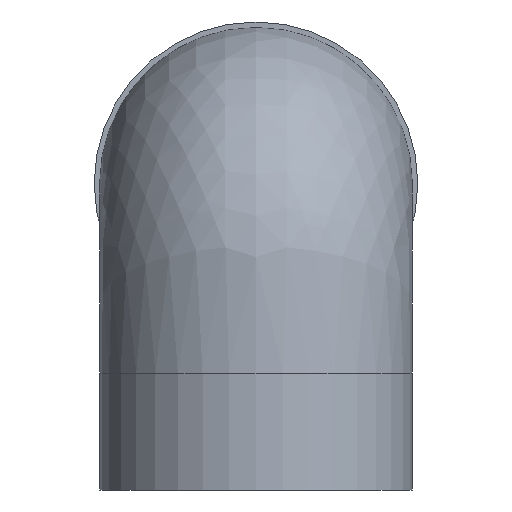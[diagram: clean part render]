
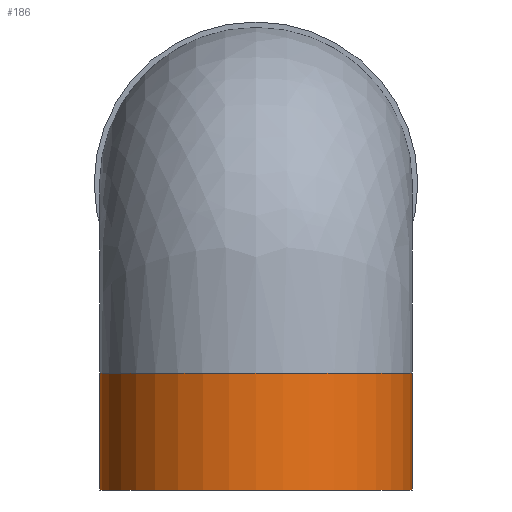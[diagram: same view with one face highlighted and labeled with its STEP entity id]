
A CAD part, front view. The second image highlights one B-rep face of the part: STEP entity #186.
In plain terms, the highlighted cylindrical face has radius 14.3 mm (diameter 28.6 mm), a full revolution.
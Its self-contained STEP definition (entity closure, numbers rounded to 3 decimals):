
#21=CYLINDRICAL_SURFACE($,#216,14.3);
#33=FACE_BOUND($,#63,.T.);
#43=FACE_OUTER_BOUND($,#62,.T.);
#62=EDGE_LOOP($,(#160,#161,#162));
#63=EDGE_LOOP($,(#163));
#77=CIRCLE($,#209,14.3);
#78=CIRCLE($,#210,14.3);
#79=CIRCLE($,#211,14.3);
#83=CIRCLE($,#217,14.3);
#96=VERTEX_POINT($,#7312);
#97=VERTEX_POINT($,#7313);
#98=VERTEX_POINT($,#7315);
#102=VERTEX_POINT($,#7347);
#116=EDGE_CURVE($,#96,#97,#77,.T.);
#117=EDGE_CURVE($,#97,#98,#78,.T.);
#118=EDGE_CURVE($,#98,#96,#79,.T.);
#123=EDGE_CURVE($,#102,#102,#83,.T.);
#160=ORIENTED_EDGE($,*,*,#117,.F.);
#161=ORIENTED_EDGE($,*,*,#116,.F.);
#162=ORIENTED_EDGE($,*,*,#118,.F.);
#163=ORIENTED_EDGE($,*,*,#123,.F.);
#186=ADVANCED_FACE($,(#43,#33),#21,.T.);
#209=AXIS2_PLACEMENT_3D($,#7314,#257,#258);
#210=AXIS2_PLACEMENT_3D($,#7316,#259,#260);
#211=AXIS2_PLACEMENT_3D($,#7317,#261,#262);
#216=AXIS2_PLACEMENT_3D($,#7346,#271,#272);
#217=AXIS2_PLACEMENT_3D($,#7348,#273,#274);
#257=DIRECTION('center_axis',(0.,0.,1.));
#258=DIRECTION('ref_axis',(-1.,0.,0.));
#259=DIRECTION('center_axis',(0.,0.,1.));
#260=DIRECTION('ref_axis',(-1.,0.,0.));
#261=DIRECTION('center_axis',(0.,0.,1.));
#262=DIRECTION('ref_axis',(-1.,0.,0.));
#271=DIRECTION('center_axis',(0.,0.,1.));
#272=DIRECTION('ref_axis',(-1.,0.,0.));
#273=DIRECTION('center_axis',(0.,0.,-1.));
#274=DIRECTION('ref_axis',(-1.,0.,0.));
#7312=CARTESIAN_POINT('',(0.,-14.3,10.7));
#7313=CARTESIAN_POINT('',(14.3,0.,10.7));
#7314=CARTESIAN_POINT('Origin',(0.,0.,10.7));
#7315=CARTESIAN_POINT('',(-14.3,0.,10.7));
#7316=CARTESIAN_POINT('Origin',(0.,0.,10.7));
#7317=CARTESIAN_POINT('Origin',(0.,0.,10.7));
#7346=CARTESIAN_POINT('Origin',(0.,0.,0.));
#7347=CARTESIAN_POINT('',(14.3,0.,0.));
#7348=CARTESIAN_POINT('Origin',(0.,0.,0.));
